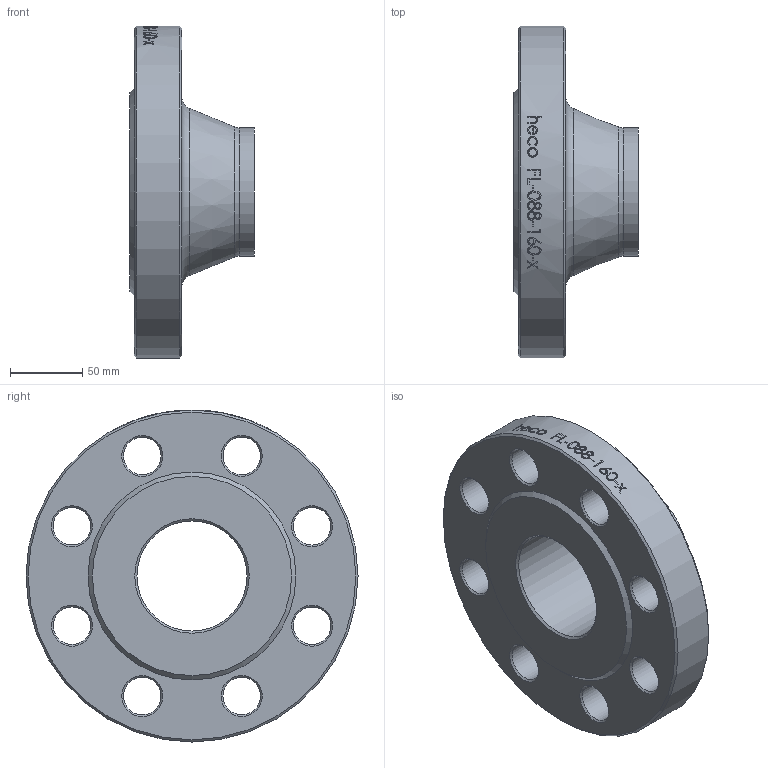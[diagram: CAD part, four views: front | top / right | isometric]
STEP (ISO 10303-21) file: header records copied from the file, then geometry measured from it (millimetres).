
FILE_DESCRIPTION (( 'STEP AP214' ), '1' );
FILE_NAME ('FL-088-160-x Vorschweissflansch DIN2638 EN1092 2103.STEP', '2021-03-16T09:22:20', ( '' ), ( '' ), 'SwSTEP 2.0', 'SolidWorks 2019', '' );
FILE_SCHEMA (( 'AUTOMOTIVE_DESIGN' ));
Length unit declared in the file: millimetre
Products named in the file (1): FL-088-160-x Vorschweissflansch DIN2638 EN1092 2103
Bounding box: 86 x 230 x 230 mm (x, y, z)
Volume: 1286724.9 mm3; surface area: 140912.8 mm2
Topology: 1 solids, 1 shells, 63 faces, 251 edges, 216 vertices
Faces by surface type: cylinder 36, cone 21, plane 4, torus 2
Full cylindrical faces by diameter (mm): 26 x8, 76.3 x1, 88.9 x1, 230 x1
Entity records: 6864 total; most frequent: CARTESIAN_POINT 4770, ORIENTED_EDGE 408, DIRECTION 293, EDGE_CURVE 204, VERTEX_POINT 204, EDGE_LOOP 142, AXIS2_PLACEMENT_3D 136, B_SPLINE_CURVE_WITH_KNOTS 111
